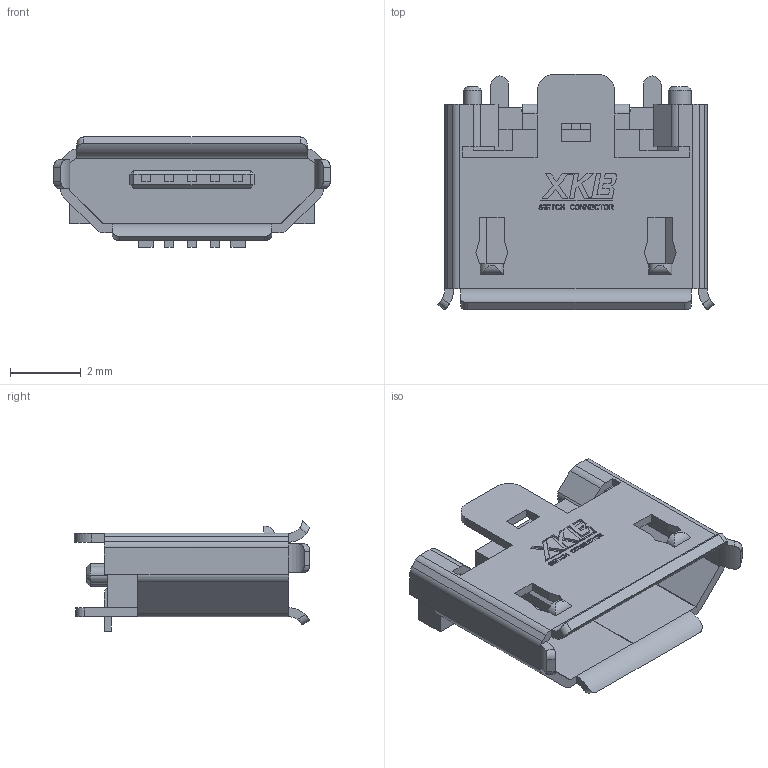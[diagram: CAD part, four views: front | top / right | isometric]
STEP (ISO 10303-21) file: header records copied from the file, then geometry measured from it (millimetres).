
FILE_DESCRIPTION((''),'2;1');
FILE_NAME('U-E-051N-4BH21-S1B','2020-05-18T',('cwg'),(''),'PRO/ENGINEER BY PARAMETRIC TECHNOLOGY CORPORATION, 2010280','PRO/ENGINEER BY PARAMETRIC TECHNOLOGY CORPORATION, 2010280','');
FILE_SCHEMA(('CONFIG_CONTROL_DESIGN'));
Length unit declared in the file: millimetre
Products named in the file (1): U-E-051N-4BH21-S1B
Bounding box: 7.8 x 6.65 x 3.11 mm (x, y, z)
Volume: 42.2 mm3; surface area: 270.4 mm2
Topology: 1 solids, 1 shells, 857 faces, 2488 edges, 1626 vertices
Faces by surface type: plane 755, cylinder 98, cone 4
Entity records: 28016 total; most frequent: CARTESIAN_POINT 5179, ORIENTED_EDGE 4976, DIRECTION 4358, EDGE_CURVE 2488, VECTOR 2284, LINE 2284, VERTEX_POINT 1626, AXIS2_PLACEMENT_3D 1037
